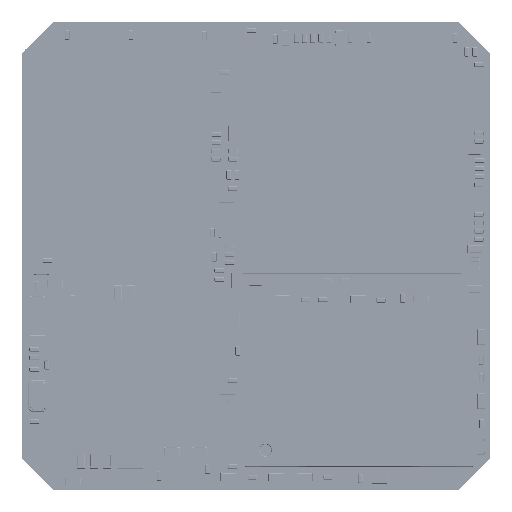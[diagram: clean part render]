
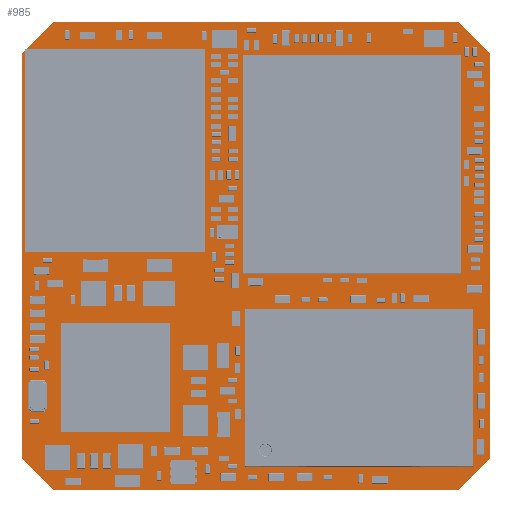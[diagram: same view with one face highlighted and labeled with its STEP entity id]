
A CAD part, top view. The second image highlights one B-rep face of the part: STEP entity #985.
In plain terms, the highlighted planar face has unit normal (0, 0, 1).
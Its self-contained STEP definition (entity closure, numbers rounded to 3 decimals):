
#728 = VERTEX_POINT('',#729);
#729 = CARTESIAN_POINT('',(0.,2.,1.501));
#735 = EDGE_CURVE('',#728,#736,#738,.T.);
#736 = VERTEX_POINT('',#737);
#737 = CARTESIAN_POINT('',(2.,0.,1.501));
#738 = LINE('',#739,#740);
#739 = CARTESIAN_POINT('',(0.,2.,1.501));
#740 = VECTOR('',#741,1.);
#741 = DIRECTION('',(0.707,-0.707,0.));
#766 = EDGE_CURVE('',#736,#767,#769,.T.);
#767 = VERTEX_POINT('',#768);
#768 = CARTESIAN_POINT('',(28.,0.,1.501));
#769 = LINE('',#770,#771);
#770 = CARTESIAN_POINT('',(2.,0.,1.501));
#771 = VECTOR('',#772,1.);
#772 = DIRECTION('',(1.,0.,0.));
#797 = EDGE_CURVE('',#767,#798,#800,.T.);
#798 = VERTEX_POINT('',#799);
#799 = CARTESIAN_POINT('',(30.,2.,1.501));
#800 = LINE('',#801,#802);
#801 = CARTESIAN_POINT('',(28.,0.,1.501));
#802 = VECTOR('',#803,1.);
#803 = DIRECTION('',(0.707,0.707,0.));
#828 = EDGE_CURVE('',#798,#829,#831,.T.);
#829 = VERTEX_POINT('',#830);
#830 = CARTESIAN_POINT('',(30.,28.,1.501));
#831 = LINE('',#832,#833);
#832 = CARTESIAN_POINT('',(30.,2.,1.501));
#833 = VECTOR('',#834,1.);
#834 = DIRECTION('',(0.,1.,0.));
#859 = EDGE_CURVE('',#829,#860,#862,.T.);
#860 = VERTEX_POINT('',#861);
#861 = CARTESIAN_POINT('',(28.,30.,1.501));
#862 = LINE('',#863,#864);
#863 = CARTESIAN_POINT('',(30.,28.,1.501));
#864 = VECTOR('',#865,1.);
#865 = DIRECTION('',(-0.707,0.707,0.));
#890 = EDGE_CURVE('',#860,#891,#893,.T.);
#891 = VERTEX_POINT('',#892);
#892 = CARTESIAN_POINT('',(2.,30.,1.501));
#893 = LINE('',#894,#895);
#894 = CARTESIAN_POINT('',(28.,30.,1.501));
#895 = VECTOR('',#896,1.);
#896 = DIRECTION('',(-1.,0.,0.));
#921 = EDGE_CURVE('',#891,#922,#924,.T.);
#922 = VERTEX_POINT('',#923);
#923 = CARTESIAN_POINT('',(0.,28.,1.501));
#924 = LINE('',#925,#926);
#925 = CARTESIAN_POINT('',(2.,30.,1.501));
#926 = VECTOR('',#927,1.);
#927 = DIRECTION('',(-0.707,-0.707,0.));
#952 = EDGE_CURVE('',#922,#728,#953,.T.);
#953 = LINE('',#954,#955);
#954 = CARTESIAN_POINT('',(0.,28.,1.501));
#955 = VECTOR('',#956,1.);
#956 = DIRECTION('',(0.,-1.,0.));
#985 = ADVANCED_FACE('',(#986),#996,.F.);
#986 = FACE_BOUND('',#987,.T.);
#987 = EDGE_LOOP('',(#988,#989,#990,#991,#992,#993,#994,#995));
#988 = ORIENTED_EDGE('',*,*,#735,.T.);
#989 = ORIENTED_EDGE('',*,*,#766,.T.);
#990 = ORIENTED_EDGE('',*,*,#797,.T.);
#991 = ORIENTED_EDGE('',*,*,#828,.T.);
#992 = ORIENTED_EDGE('',*,*,#859,.T.);
#993 = ORIENTED_EDGE('',*,*,#890,.T.);
#994 = ORIENTED_EDGE('',*,*,#921,.T.);
#995 = ORIENTED_EDGE('',*,*,#952,.T.);
#996 = PLANE('',#997);
#997 = AXIS2_PLACEMENT_3D('',#998,#999,#1000);
#998 = CARTESIAN_POINT('',(0.,2.,1.501));
#999 = DIRECTION('',(0.,0.,-1.));
#1000 = DIRECTION('',(-1.,0.,0.));
